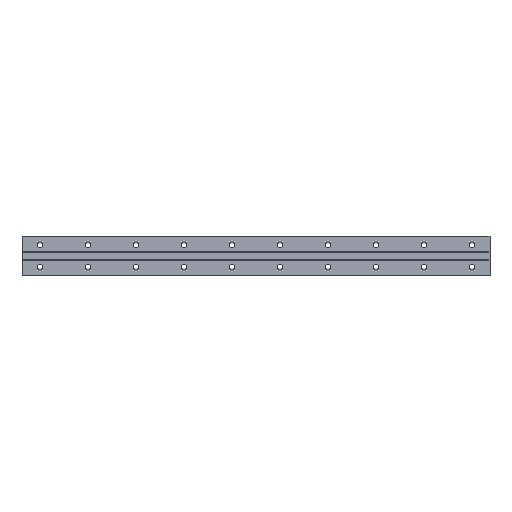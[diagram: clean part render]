
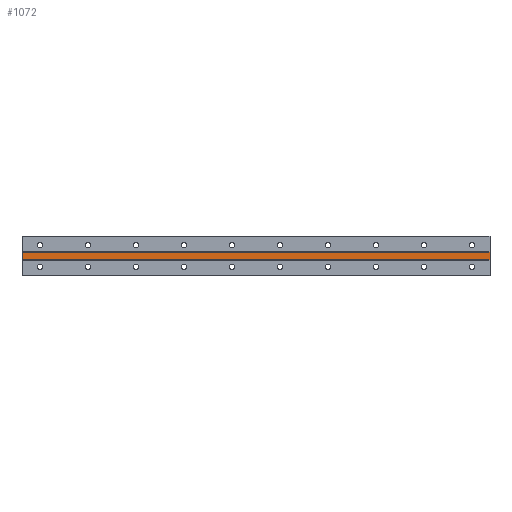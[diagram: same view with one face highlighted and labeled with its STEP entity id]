
A CAD part, front view. The second image highlights one B-rep face of the part: STEP entity #1072.
In plain terms, the highlighted planar face has unit normal (0, -1, 0).
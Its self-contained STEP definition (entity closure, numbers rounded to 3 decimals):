
#112 = ORIENTED_EDGE ( 'NONE', *, *, #3769, .T. ) ;
#282 = DIRECTION ( 'NONE',  ( 0., 1., 0. ) ) ;
#515 = LINE ( 'NONE', #2525, #2226 ) ;
#608 = PLANE ( 'NONE',  #1213 ) ;
#620 = DIRECTION ( 'NONE',  ( 0., 0., -1. ) ) ;
#749 = LINE ( 'NONE', #1773, #1951 ) ;
#1067 = VECTOR ( 'NONE', #620, 1000. ) ;
#1072 = ADVANCED_FACE ( 'NONE', ( #3559 ), #608, .F. ) ;
#1213 = AXIS2_PLACEMENT_3D ( 'NONE', #3230, #282, #3895 ) ;
#1217 = ORIENTED_EDGE ( 'NONE', *, *, #3023, .F. ) ;
#1251 = CARTESIAN_POINT ( 'NONE',  ( 375., 0.5, -3. ) ) ;
#1298 = CARTESIAN_POINT ( 'NONE',  ( 375., 0.5, 3. ) ) ;
#1313 = LINE ( 'NONE', #3612, #1067 ) ;
#1532 = LINE ( 'NONE', #1251, #2903 ) ;
#1773 = CARTESIAN_POINT ( 'NONE',  ( 375., 0.5, 3. ) ) ;
#1813 = CARTESIAN_POINT ( 'NONE',  ( -15., 0.5, 3. ) ) ;
#1894 = DIRECTION ( 'NONE',  ( 1., 0., 0. ) ) ;
#1951 = VECTOR ( 'NONE', #3735, 1000. ) ;
#2226 = VECTOR ( 'NONE', #3834, 1000. ) ;
#2380 = VERTEX_POINT ( 'NONE', #1813 ) ;
#2401 = CARTESIAN_POINT ( 'NONE',  ( -15., 0.5, -3. ) ) ;
#2447 = EDGE_CURVE ( 'NONE', #3219, #2770, #1532, .T. ) ;
#2451 = CARTESIAN_POINT ( 'NONE',  ( 375., 0.5, -3. ) ) ;
#2493 = ORIENTED_EDGE ( 'NONE', *, *, #2447, .T. ) ;
#2525 = CARTESIAN_POINT ( 'NONE',  ( -15., 0.5, 16.615 ) ) ;
#2651 = VERTEX_POINT ( 'NONE', #1298 ) ;
#2770 = VERTEX_POINT ( 'NONE', #2451 ) ;
#2903 = VECTOR ( 'NONE', #1894, 1000. ) ;
#3023 = EDGE_CURVE ( 'NONE', #2651, #2770, #1313, .T. ) ;
#3219 = VERTEX_POINT ( 'NONE', #2401 ) ;
#3230 = CARTESIAN_POINT ( 'NONE',  ( 375., 0.5, 3. ) ) ;
#3559 = FACE_OUTER_BOUND ( 'NONE', #3763, .T. ) ;
#3594 = EDGE_CURVE ( 'NONE', #2380, #2651, #749, .T. ) ;
#3612 = CARTESIAN_POINT ( 'NONE',  ( 375., 0.5, 16.615 ) ) ;
#3735 = DIRECTION ( 'NONE',  ( 1., 0., 0. ) ) ;
#3763 = EDGE_LOOP ( 'NONE', ( #2493, #1217, #4042, #112 ) ) ;
#3769 = EDGE_CURVE ( 'NONE', #2380, #3219, #515, .T. ) ;
#3834 = DIRECTION ( 'NONE',  ( 0., 0., -1. ) ) ;
#3895 = DIRECTION ( 'NONE',  ( 0., 0., 1. ) ) ;
#4042 = ORIENTED_EDGE ( 'NONE', *, *, #3594, .F. ) ;
